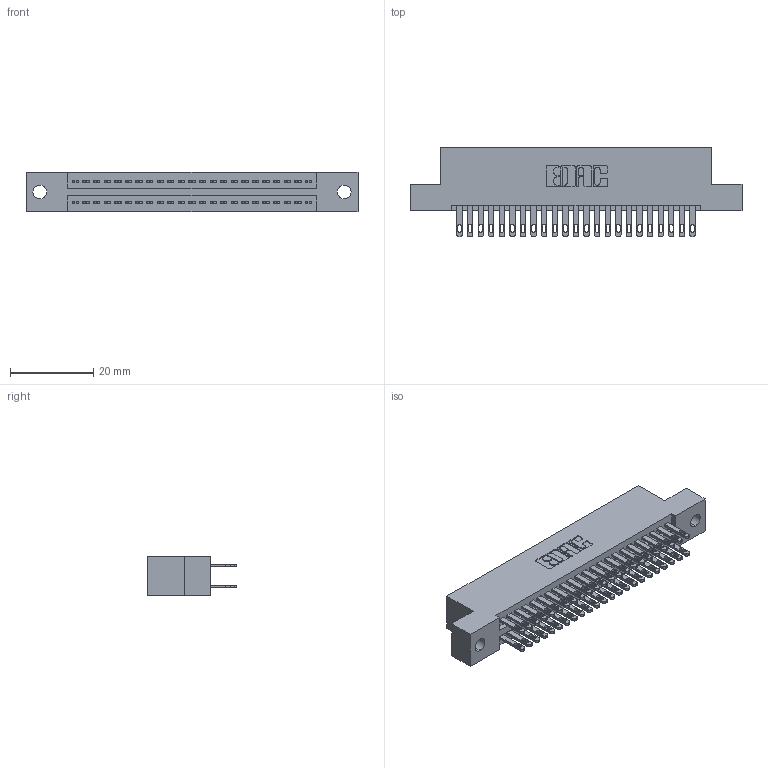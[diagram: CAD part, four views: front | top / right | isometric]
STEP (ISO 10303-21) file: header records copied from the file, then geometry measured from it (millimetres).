
FILE_DESCRIPTION (( 'STEP AP203' ), '1' );
FILE_NAME ('895-046-500-202.STEP', '2020-09-27T04:40:48', ( '' ), ( '' ), 'SwSTEP 2.0', 'SolidWorks 2020', '' );
FILE_SCHEMA (( 'CONFIG_CONTROL_DESIGN' ));
Length unit declared in the file: inch
Products named in the file (3): 895-046-500-202; 845 Part_Flush Mounting Lugs - 0.128 Dia; 345-292-001_345-293-100
Assembly tree (47 placements, depth 2):
  895-046-500-202
    845 Part_Flush Mounting Lugs - 0.128 Dia
    345-292-001_345-293-100  x46
Bounding box: 79.63 x 21.51 x 9.4 mm (x, y, z)
Volume: 7662.8 mm3; surface area: 11155.3 mm2
Topology: 47 solids, 47 shells, 2242 faces, 6827 edges, 4550 vertices
Faces by surface type: plane 1322, cylinder 920
Entity records: 20537 total; most frequent: CARTESIAN_POINT 3460, ORIENTED_EDGE 3394, DIRECTION 3077, EDGE_CURVE 1697, LINE 1469, VECTOR 1469, VERTEX_POINT 1130, AXIS2_PLACEMENT_3D 804
